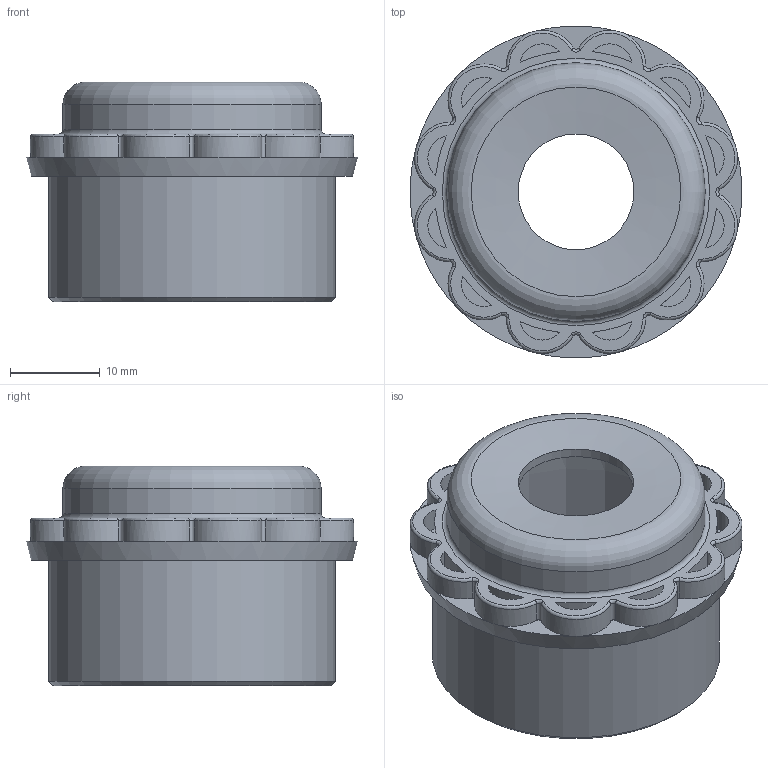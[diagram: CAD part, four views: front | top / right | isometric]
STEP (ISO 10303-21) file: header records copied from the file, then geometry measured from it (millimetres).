
FILE_DESCRIPTION(/* description */ (''),/* implementation_level */ '2;1');
FILE_NAME(/* name */ 'MWN32_3Dsym.stp',/* time_stamp */ '2015-03-16T14:23:25+01:00',/* author */ ('haertel'),/* organization */ ('Fa. Bopla'),/* preprocessor_version */ 'ST-DEVELOPER v15.6',/* originating_system */ 'Autodesk Inventor 2015',/* authorisation */ '');
FILE_SCHEMA (('AUTOMOTIVE_DESIGN { 1 0 10303 214 3 1 1 }'));
Length unit declared in the file: millimetre
Products named in the file (1): MWN32_3Dsym
Bounding box: 36.95 x 36.95 x 24.5 mm (x, y, z)
Volume: 7965.2 mm3; surface area: 6346.1 mm2
Topology: 1 solids, 1 shells, 110 faces, 244 edges, 149 vertices
Faces by surface type: cylinder 51, plane 27, torus 27, cone 5
Full cylindrical faces by diameter (mm): 12.9 x1, 28.8 x1, 32 x1
Entity records: 3038 total; most frequent: DIRECTION 632, CARTESIAN_POINT 485, ORIENTED_EDGE 458, AXIS2_PLACEMENT_3D 292, EDGE_CURVE 229, CIRCLE 181, VERTEX_POINT 145, EDGE_LOOP 136
